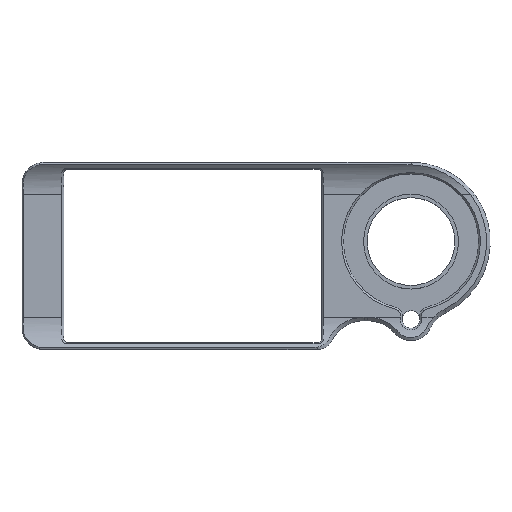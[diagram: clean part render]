
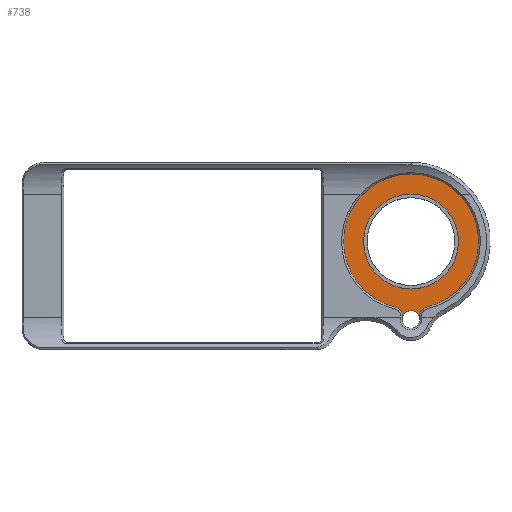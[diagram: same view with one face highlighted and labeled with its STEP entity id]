
A CAD part, top view. The second image highlights one B-rep face of the part: STEP entity #738.
In plain terms, the highlighted planar face has unit normal (0, 0, 1).
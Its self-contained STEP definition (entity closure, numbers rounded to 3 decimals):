
#135 = ORIENTED_EDGE ( 'NONE', *, *, #546, .F. ) ;
#141 = CARTESIAN_POINT ( 'NONE',  ( 100.546, 14.363, 4.8 ) ) ;
#233 = ORIENTED_EDGE ( 'NONE', *, *, #3090, .F. ) ;
#238 = VERTEX_POINT ( 'NONE', #141 ) ;
#334 = ORIENTED_EDGE ( 'NONE', *, *, #4999, .F. ) ;
#364 = CARTESIAN_POINT ( 'NONE',  ( 102.546, 31.297, 4.8 ) ) ;
#420 = AXIS2_PLACEMENT_3D ( 'NONE', #4515, #894, #3319 ) ;
#542 = VERTEX_POINT ( 'NONE', #1940 ) ;
#546 = EDGE_CURVE ( 'NONE', #4615, #238, #1540, .T. ) ;
#606 = EDGE_CURVE ( 'NONE', #2832, #3204, #3808, .T. ) ;
#629 = VECTOR ( 'NONE', #4016, 1000. ) ;
#688 = AXIS2_PLACEMENT_3D ( 'NONE', #364, #2424, #4358 ) ;
#738 = ADVANCED_FACE ( 'NONE', ( #2718, #2031 ), #1573, .T. ) ;
#826 = CARTESIAN_POINT ( 'NONE',  ( 91.746, 31.297, 4.8 ) ) ;
#835 = DIRECTION ( 'NONE',  ( 0., 0., 1. ) ) ;
#869 = CARTESIAN_POINT ( 'NONE',  ( 98.546, 14.363, 4.8 ) ) ;
#894 = DIRECTION ( 'NONE',  ( 0., 0., 1. ) ) ;
#970 = ORIENTED_EDGE ( 'NONE', *, *, #3355, .F. ) ;
#979 = CIRCLE ( 'NONE', #1300, 2. ) ;
#1039 = EDGE_LOOP ( 'NONE', ( #3847, #2663 ) ) ;
#1049 = DIRECTION ( 'NONE',  ( 0., 0., -1. ) ) ;
#1055 = CIRCLE ( 'NONE', #3072, 2. ) ;
#1123 = AXIS2_PLACEMENT_3D ( 'NONE', #4874, #1254, #4401 ) ;
#1138 = CARTESIAN_POINT ( 'NONE',  ( 104.546, 14.363, 4.8 ) ) ;
#1194 = DIRECTION ( 'NONE',  ( -0.784, 0.621, 0. ) ) ;
#1202 = AXIS2_PLACEMENT_3D ( 'NONE', #2466, #835, #1563 ) ;
#1254 = DIRECTION ( 'NONE',  ( 0., 0., -1. ) ) ;
#1287 = CARTESIAN_POINT ( 'NONE',  ( 106.546, 14.363, 4.8 ) ) ;
#1300 = AXIS2_PLACEMENT_3D ( 'NONE', #869, #1598, #5220 ) ;
#1368 = CIRCLE ( 'NONE', #1202, 2. ) ;
#1461 = DIRECTION ( 'NONE',  ( -1., 0., 0. ) ) ;
#1492 = VECTOR ( 'NONE', #2758, 1000. ) ;
#1524 = AXIS2_PLACEMENT_3D ( 'NONE', #3689, #2440, #2131 ) ;
#1540 = LINE ( 'NONE', #3158, #1492 ) ;
#1563 = DIRECTION ( 'NONE',  ( 0.784, 0.621, 0. ) ) ;
#1573 = PLANE ( 'NONE',  #688 ) ;
#1596 = EDGE_CURVE ( 'NONE', #3204, #2832, #2537, .T. ) ;
#1598 = DIRECTION ( 'NONE',  ( 0., 0., 1. ) ) ;
#1616 = CIRCLE ( 'NONE', #1123, 15.4 ) ;
#1648 = VERTEX_POINT ( 'NONE', #2837 ) ;
#1799 = CARTESIAN_POINT ( 'NONE',  ( 100.546, 13.547, 4.8 ) ) ;
#1940 = CARTESIAN_POINT ( 'NONE',  ( 106.086, 16.309, 4.8 ) ) ;
#2019 = DIRECTION ( 'NONE',  ( 0., 0., -1. ) ) ;
#2030 = AXIS2_PLACEMENT_3D ( 'NONE', #4059, #2019, #3266 ) ;
#2031 = FACE_BOUND ( 'NONE', #1039, .T. ) ;
#2052 = ORIENTED_EDGE ( 'NONE', *, *, #2735, .F. ) ;
#2131 = DIRECTION ( 'NONE',  ( -1., 0., 0. ) ) ;
#2424 = DIRECTION ( 'NONE',  ( 0., 0., 1. ) ) ;
#2440 = DIRECTION ( 'NONE',  ( 0., 0., -1. ) ) ;
#2462 = VERTEX_POINT ( 'NONE', #4599 ) ;
#2466 = CARTESIAN_POINT ( 'NONE',  ( 98.546, 14.363, 4.8 ) ) ;
#2537 = CIRCLE ( 'NONE', #2619, 10.8 ) ;
#2615 = LINE ( 'NONE', #4410, #629 ) ;
#2619 = AXIS2_PLACEMENT_3D ( 'NONE', #4371, #1049, #1461 ) ;
#2663 = ORIENTED_EDGE ( 'NONE', *, *, #606, .T. ) ;
#2718 = FACE_OUTER_BOUND ( 'NONE', #4383, .T. ) ;
#2735 = EDGE_CURVE ( 'NONE', #2462, #4615, #3373, .T. ) ;
#2758 = DIRECTION ( 'NONE',  ( 0., 1., 0. ) ) ;
#2821 = DIRECTION ( 'NONE',  ( -0.784, 0.621, 0. ) ) ;
#2830 = CARTESIAN_POINT ( 'NONE',  ( 106.546, 14.363, 4.8 ) ) ;
#2832 = VERTEX_POINT ( 'NONE', #5010 ) ;
#2837 = CARTESIAN_POINT ( 'NONE',  ( 104.978, 15.604, 4.8 ) ) ;
#2887 = CIRCLE ( 'NONE', #1524, 15.4 ) ;
#2906 = DIRECTION ( 'NONE',  ( 0., 0., 1. ) ) ;
#2994 = CARTESIAN_POINT ( 'NONE',  ( 100.114, 15.604, 4.8 ) ) ;
#3057 = EDGE_CURVE ( 'NONE', #238, #3826, #1368, .T. ) ;
#3072 = AXIS2_PLACEMENT_3D ( 'NONE', #1287, #2906, #2821 ) ;
#3090 = EDGE_CURVE ( 'NONE', #5015, #3425, #1616, .T. ) ;
#3158 = CARTESIAN_POINT ( 'NONE',  ( 100.546, 14.167, 4.8 ) ) ;
#3192 = EDGE_CURVE ( 'NONE', #542, #1648, #3479, .T. ) ;
#3204 = VERTEX_POINT ( 'NONE', #826 ) ;
#3266 = DIRECTION ( 'NONE',  ( -1., 0., 0. ) ) ;
#3319 = DIRECTION ( 'NONE',  ( 1., 0., 0. ) ) ;
#3355 = EDGE_CURVE ( 'NONE', #3425, #542, #2887, .T. ) ;
#3372 = CARTESIAN_POINT ( 'NONE',  ( 102.546, 46.697, 4.8 ) ) ;
#3373 = CIRCLE ( 'NONE', #420, 2. ) ;
#3396 = ORIENTED_EDGE ( 'NONE', *, *, #4226, .F. ) ;
#3425 = VERTEX_POINT ( 'NONE', #3372 ) ;
#3479 = CIRCLE ( 'NONE', #4153, 2. ) ;
#3518 = ORIENTED_EDGE ( 'NONE', *, *, #4719, .F. ) ;
#3574 = ORIENTED_EDGE ( 'NONE', *, *, #3057, .F. ) ;
#3631 = ORIENTED_EDGE ( 'NONE', *, *, #3192, .F. ) ;
#3689 = CARTESIAN_POINT ( 'NONE',  ( 102.546, 31.297, 4.8 ) ) ;
#3808 = CIRCLE ( 'NONE', #2030, 10.8 ) ;
#3826 = VERTEX_POINT ( 'NONE', #2994 ) ;
#3847 = ORIENTED_EDGE ( 'NONE', *, *, #1596, .T. ) ;
#4016 = DIRECTION ( 'NONE',  ( 0., -1., 0. ) ) ;
#4059 = CARTESIAN_POINT ( 'NONE',  ( 102.546, 31.297, 4.8 ) ) ;
#4134 = VERTEX_POINT ( 'NONE', #1138 ) ;
#4153 = AXIS2_PLACEMENT_3D ( 'NONE', #2830, #4504, #1194 ) ;
#4226 = EDGE_CURVE ( 'NONE', #3826, #5015, #979, .T. ) ;
#4358 = DIRECTION ( 'NONE',  ( 1., 0., 0. ) ) ;
#4371 = CARTESIAN_POINT ( 'NONE',  ( 102.546, 31.297, 4.8 ) ) ;
#4383 = EDGE_LOOP ( 'NONE', ( #3574, #135, #2052, #3518, #334, #3631, #970, #233, #3396 ) ) ;
#4401 = DIRECTION ( 'NONE',  ( -1., 0., 0. ) ) ;
#4410 = CARTESIAN_POINT ( 'NONE',  ( 104.546, 15.407, 4.8 ) ) ;
#4467 = CARTESIAN_POINT ( 'NONE',  ( 99.006, 16.309, 4.8 ) ) ;
#4504 = DIRECTION ( 'NONE',  ( 0., 0., 1. ) ) ;
#4515 = CARTESIAN_POINT ( 'NONE',  ( 102.546, 13.547, 4.8 ) ) ;
#4599 = CARTESIAN_POINT ( 'NONE',  ( 104.546, 13.547, 4.8 ) ) ;
#4615 = VERTEX_POINT ( 'NONE', #1799 ) ;
#4719 = EDGE_CURVE ( 'NONE', #4134, #2462, #2615, .T. ) ;
#4874 = CARTESIAN_POINT ( 'NONE',  ( 102.546, 31.297, 4.8 ) ) ;
#4999 = EDGE_CURVE ( 'NONE', #1648, #4134, #1055, .T. ) ;
#5010 = CARTESIAN_POINT ( 'NONE',  ( 113.346, 31.297, 4.8 ) ) ;
#5015 = VERTEX_POINT ( 'NONE', #4467 ) ;
#5220 = DIRECTION ( 'NONE',  ( 0.784, 0.621, 0. ) ) ;
